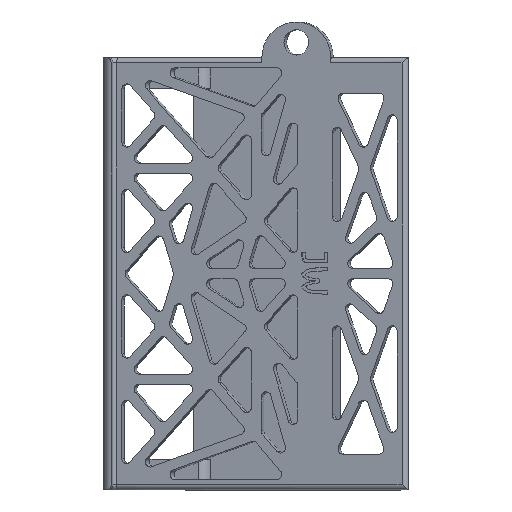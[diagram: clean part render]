
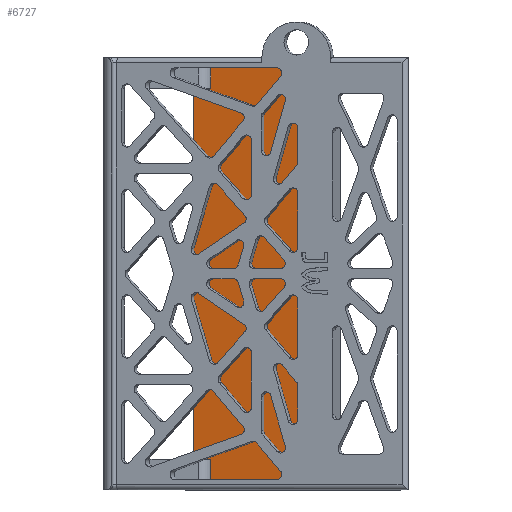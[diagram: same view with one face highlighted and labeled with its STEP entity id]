
A CAD part, top view. The second image highlights one B-rep face of the part: STEP entity #6727.
In plain terms, the highlighted planar face has unit normal (-0.259, 0, 0.966).
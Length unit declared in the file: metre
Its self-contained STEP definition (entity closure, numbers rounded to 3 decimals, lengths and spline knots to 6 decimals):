
#89=PLANE('',#7347);
#519=LINE('',#10687,#1206);
#558=LINE('',#10833,#1245);
#579=LINE('',#10913,#1266);
#580=LINE('',#10916,#1267);
#581=LINE('',#10918,#1268);
#582=LINE('',#10919,#1269);
#583=LINE('',#10920,#1270);
#584=LINE('',#10922,#1271);
#1206=VECTOR('',#8408,1.);
#1245=VECTOR('',#8519,1.);
#1266=VECTOR('',#8582,1.);
#1267=VECTOR('',#8583,1.);
#1268=VECTOR('',#8584,1.);
#1269=VECTOR('',#8585,1.);
#1270=VECTOR('',#8586,1.);
#1271=VECTOR('',#8587,1.);
#2254=ORIENTED_EDGE('',*,*,#4312,.T.);
#2255=ORIENTED_EDGE('',*,*,#4313,.T.);
#2256=ORIENTED_EDGE('',*,*,#4314,.T.);
#2257=ORIENTED_EDGE('',*,*,#4201,.T.);
#2258=ORIENTED_EDGE('',*,*,#4315,.T.);
#2259=ORIENTED_EDGE('',*,*,#4274,.T.);
#2260=ORIENTED_EDGE('',*,*,#4316,.T.);
#2261=ORIENTED_EDGE('',*,*,#4317,.T.);
#4201=EDGE_CURVE('',#5235,#5234,#519,.T.);
#4274=EDGE_CURVE('',#5306,#5305,#558,.T.);
#4312=EDGE_CURVE('',#5334,#5335,#579,.T.);
#4313=EDGE_CURVE('',#5335,#5336,#580,.T.);
#4314=EDGE_CURVE('',#5336,#5235,#581,.F.);
#4315=EDGE_CURVE('',#5234,#5306,#582,.T.);
#4316=EDGE_CURVE('',#5305,#5337,#583,.F.);
#4317=EDGE_CURVE('',#5337,#5334,#584,.T.);
#5234=VERTEX_POINT('',#10686);
#5235=VERTEX_POINT('',#10688);
#5305=VERTEX_POINT('',#10832);
#5306=VERTEX_POINT('',#10834);
#5334=VERTEX_POINT('',#10914);
#5335=VERTEX_POINT('',#10915);
#5336=VERTEX_POINT('',#10917);
#5337=VERTEX_POINT('',#10921);
#5812=EDGE_LOOP('',(#2254,#2255,#2256,#2257,#2258,#2259,#2260,#2261));
#6233=FACE_BOUND('',#5812,.T.);
#6727=ADVANCED_FACE('',(#6233),#89,.F.);
#7347=AXIS2_PLACEMENT_3D('',#10912,#8580,#8581);
#8408=DIRECTION('',(-0.966,0.,-0.259));
#8519=DIRECTION('',(0.966,0.,0.259));
#8580=DIRECTION('',(0.259,0.,-0.966));
#8581=DIRECTION('',(0.966,0.,0.259));
#8582=DIRECTION('',(0.,1.,0.));
#8583=DIRECTION('',(-0.966,0.,-0.259));
#8584=DIRECTION('',(0.,1.,0.));
#8585=DIRECTION('',(0.,-1.,0.));
#8586=DIRECTION('',(0.,1.,0.));
#8587=DIRECTION('',(0.966,0.,0.259));
#10686=CARTESIAN_POINT('',(0.063132,0.237317,0.406893));
#10687=CARTESIAN_POINT('',(0.108998,0.237317,0.419183));
#10688=CARTESIAN_POINT('',(0.076341,0.237317,0.410433));
#10832=CARTESIAN_POINT('',(0.076341,-0.054683,0.410433));
#10833=CARTESIAN_POINT('',(0.108998,-0.054683,0.419183));
#10834=CARTESIAN_POINT('',(0.063132,-0.054683,0.406893));
#10912=CARTESIAN_POINT('',(0.119156,-0.054683,0.421905));
#10913=CARTESIAN_POINT('',(0.16197,-0.054683,0.433377));
#10914=CARTESIAN_POINT('',(0.16197,-0.078683,0.433377));
#10915=CARTESIAN_POINT('',(0.16197,0.261317,0.433377));
#10916=CARTESIAN_POINT('',(0.119156,0.261317,0.421905));
#10917=CARTESIAN_POINT('',(0.076341,0.261317,0.410433));
#10918=CARTESIAN_POINT('',(0.076341,0.237317,0.410433));
#10919=CARTESIAN_POINT('',(0.063132,0.261319,0.406893));
#10920=CARTESIAN_POINT('',(0.076341,-0.078683,0.410433));
#10921=CARTESIAN_POINT('',(0.076341,-0.078683,0.410433));
#10922=CARTESIAN_POINT('',(0.119156,-0.078683,0.421905));
